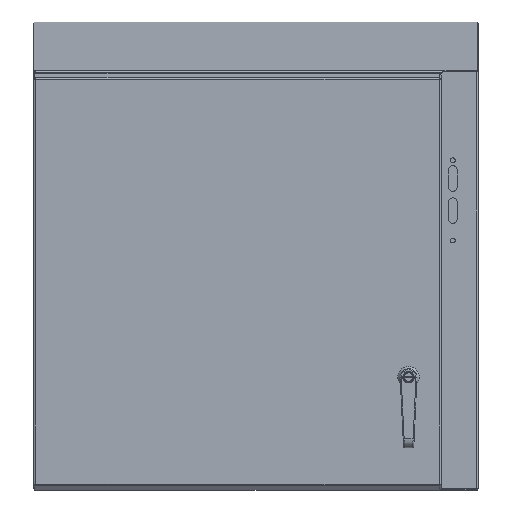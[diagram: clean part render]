
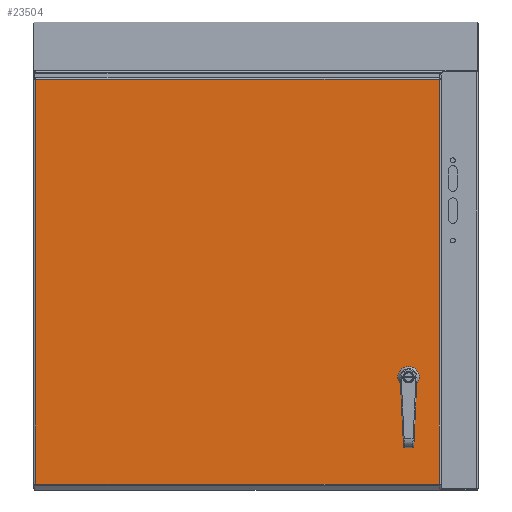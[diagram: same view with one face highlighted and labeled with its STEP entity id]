
A CAD part, top view. The second image highlights one B-rep face of the part: STEP entity #23504.
In plain terms, the highlighted planar face has unit normal (0, 0, 1).
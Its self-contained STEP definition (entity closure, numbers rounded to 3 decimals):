
#1735=FACE_BOUND('',#3858,.T.);
#2325=FACE_OUTER_BOUND('',#3857,.T.);
#3857=EDGE_LOOP('',(#16715,#16716,#16717,#16718));
#3858=EDGE_LOOP('',(#16719,#16720,#16721,#16722,#16723,#16724,#16725,#16726));
#5754=LINE('',#36295,#7515);
#5758=LINE('',#36307,#7519);
#5762=LINE('',#36319,#7523);
#5766=LINE('',#36329,#7527);
#5772=LINE('',#36364,#7533);
#5802=LINE('',#36652,#7563);
#5818=LINE('',#36942,#7579);
#5820=LINE('',#36946,#7581);
#7515=VECTOR('',#28247,0.427);
#7519=VECTOR('',#28259,0.427);
#7523=VECTOR('',#28271,0.427);
#7527=VECTOR('',#28283,0.427);
#7533=VECTOR('',#28293,23.646);
#7563=VECTOR('',#28345,23.646);
#7579=VECTOR('',#28379,23.602);
#7581=VECTOR('',#28385,23.602);
#8997=CIRCLE('',#25033,0.453);
#8999=CIRCLE('',#25037,0.453);
#9001=CIRCLE('',#25041,0.453);
#9003=CIRCLE('',#25045,0.453);
#10327=VERTEX_POINT('',#36286);
#10328=VERTEX_POINT('',#36288);
#10330=VERTEX_POINT('',#36294);
#10332=VERTEX_POINT('',#36300);
#10334=VERTEX_POINT('',#36306);
#10336=VERTEX_POINT('',#36312);
#10338=VERTEX_POINT('',#36318);
#10340=VERTEX_POINT('',#36324);
#10346=VERTEX_POINT('',#36341);
#10349=VERTEX_POINT('',#36356);
#10373=VERTEX_POINT('',#36610);
#10375=VERTEX_POINT('',#36651);
#12694=EDGE_CURVE('',#10328,#10327,#8997,.T.);
#12697=EDGE_CURVE('',#10330,#10328,#5754,.T.);
#12700=EDGE_CURVE('',#10332,#10330,#8999,.T.);
#12703=EDGE_CURVE('',#10334,#10332,#5758,.T.);
#12706=EDGE_CURVE('',#10336,#10334,#9001,.T.);
#12709=EDGE_CURVE('',#10338,#10336,#5762,.T.);
#12712=EDGE_CURVE('',#10340,#10338,#9003,.T.);
#12715=EDGE_CURVE('',#10327,#10340,#5766,.T.);
#12724=EDGE_CURVE('',#10346,#10349,#5772,.T.);
#12768=EDGE_CURVE('',#10375,#10373,#5802,.T.);
#12798=EDGE_CURVE('',#10349,#10375,#5818,.T.);
#12800=EDGE_CURVE('',#10373,#10346,#5820,.T.);
#16715=ORIENTED_EDGE('',*,*,#12800,.T.);
#16716=ORIENTED_EDGE('',*,*,#12724,.T.);
#16717=ORIENTED_EDGE('',*,*,#12798,.T.);
#16718=ORIENTED_EDGE('',*,*,#12768,.T.);
#16719=ORIENTED_EDGE('',*,*,#12694,.T.);
#16720=ORIENTED_EDGE('',*,*,#12715,.T.);
#16721=ORIENTED_EDGE('',*,*,#12712,.T.);
#16722=ORIENTED_EDGE('',*,*,#12709,.T.);
#16723=ORIENTED_EDGE('',*,*,#12706,.T.);
#16724=ORIENTED_EDGE('',*,*,#12703,.T.);
#16725=ORIENTED_EDGE('',*,*,#12700,.T.);
#16726=ORIENTED_EDGE('',*,*,#12697,.T.);
#22332=PLANE('',#25072);
#23504=ADVANCED_FACE('',(#2325,#1735),#22332,.T.);
#25033=AXIS2_PLACEMENT_3D('',#36289,#28241,#28242);
#25037=AXIS2_PLACEMENT_3D('',#36301,#28253,#28254);
#25041=AXIS2_PLACEMENT_3D('',#36313,#28265,#28266);
#25045=AXIS2_PLACEMENT_3D('',#36325,#28277,#28278);
#25072=AXIS2_PLACEMENT_3D('',#36948,#28388,#28389);
#28241=DIRECTION('center_axis',(0.,0.,-1.));
#28242=DIRECTION('ref_axis',(0.882,0.471,0.));
#28247=DIRECTION('',(1.,0.,0.));
#28253=DIRECTION('center_axis',(0.,0.,-1.));
#28254=DIRECTION('ref_axis',(-0.471,0.882,0.));
#28259=DIRECTION('',(0.,1.,0.));
#28265=DIRECTION('center_axis',(0.,0.,-1.));
#28266=DIRECTION('ref_axis',(-0.882,-0.471,0.));
#28271=DIRECTION('',(-1.,0.,0.));
#28277=DIRECTION('center_axis',(0.,0.,-1.));
#28278=DIRECTION('ref_axis',(0.471,-0.882,0.));
#28283=DIRECTION('',(0.,-1.,0.));
#28293=DIRECTION('',(0.,1.,0.));
#28345=DIRECTION('',(0.,-1.,0.));
#28379=DIRECTION('',(-1.,0.,0.));
#28385=DIRECTION('',(1.,0.,0.));
#28388=DIRECTION('center_axis',(0.,0.,1.));
#28389=DIRECTION('ref_axis',(1.,0.,0.));
#36286=CARTESIAN_POINT('',(21.873,-16.76,0.074));
#36288=CARTESIAN_POINT('',(21.687,-16.574,0.074));
#36289=CARTESIAN_POINT('Origin',(21.474,-16.974,0.074));
#36294=CARTESIAN_POINT('',(21.26,-16.574,0.074));
#36295=CARTESIAN_POINT('',(16.578,-16.574,0.074));
#36300=CARTESIAN_POINT('',(21.074,-16.76,0.074));
#36301=CARTESIAN_POINT('Origin',(21.474,-16.974,0.074));
#36306=CARTESIAN_POINT('',(21.074,-17.187,0.074));
#36307=CARTESIAN_POINT('',(21.074,-14.078,0.074));
#36312=CARTESIAN_POINT('',(21.26,-17.373,0.074));
#36313=CARTESIAN_POINT('Origin',(21.474,-16.974,0.074));
#36318=CARTESIAN_POINT('',(21.687,-17.373,0.074));
#36319=CARTESIAN_POINT('',(16.364,-17.373,0.074));
#36324=CARTESIAN_POINT('',(21.873,-17.187,0.074));
#36325=CARTESIAN_POINT('Origin',(21.474,-16.974,0.074));
#36329=CARTESIAN_POINT('',(21.873,-14.292,0.074));
#36341=CARTESIAN_POINT('',(23.269,-23.22,0.074));
#36356=CARTESIAN_POINT('',(23.269,0.426,0.074));
#36364=CARTESIAN_POINT('',(23.269,-17.345,0.074));
#36610=CARTESIAN_POINT('',(-0.333,-23.22,0.074));
#36651=CARTESIAN_POINT('',(-0.333,0.426,0.074));
#36652=CARTESIAN_POINT('',(-0.333,-5.448,0.074));
#36942=CARTESIAN_POINT('',(17.368,0.426,0.074));
#36946=CARTESIAN_POINT('',(5.567,-23.22,0.074));
#36948=CARTESIAN_POINT('Origin',(11.468,-11.397,0.074));
